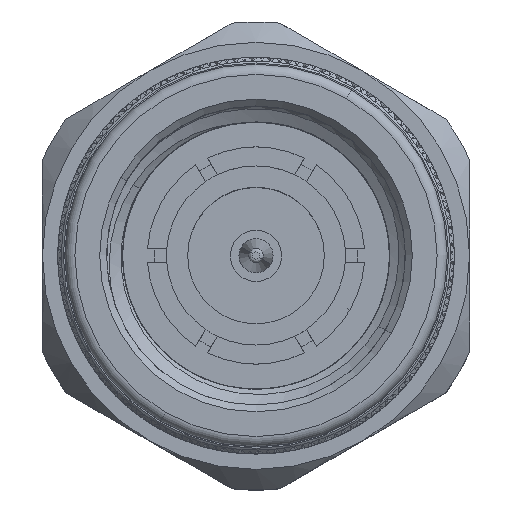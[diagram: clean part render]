
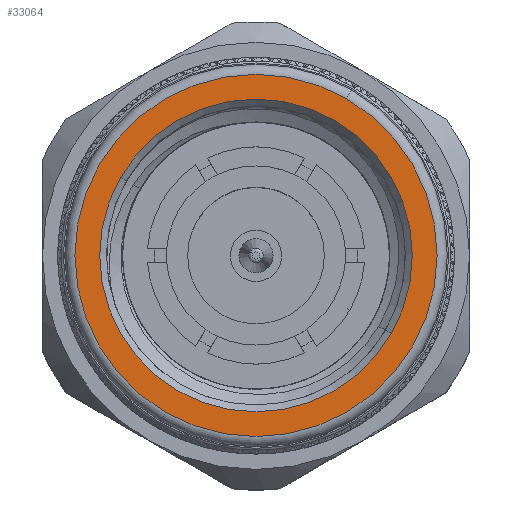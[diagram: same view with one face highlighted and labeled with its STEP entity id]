
A CAD part, top view. The second image highlights one B-rep face of the part: STEP entity #33064.
In plain terms, the highlighted face is planar.
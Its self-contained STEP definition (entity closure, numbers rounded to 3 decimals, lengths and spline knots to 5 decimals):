
#2534 = ORIENTED_EDGE ( 'NONE', *, *, #62871, .T. ) ;
#3237 = AXIS2_PLACEMENT_3D ( 'NONE', #14211, #13722, #58813 ) ;
#4507 = AXIS2_PLACEMENT_3D ( 'NONE', #8009, #69614, #30396 ) ;
#8009 = CARTESIAN_POINT ( 'NONE',  ( 0., 0., 0. ) ) ;
#8396 = EDGE_LOOP ( 'NONE', ( #2534, #31347 ) ) ;
#10857 = EDGE_CURVE ( 'NONE', #21527, #22971, #71473, .T. ) ;
#11912 = EDGE_CURVE ( 'NONE', #22971, #21527, #30823, .T. ) ;
#13722 = DIRECTION ( 'NONE',  ( 1., 0., 0. ) ) ;
#13767 = CIRCLE ( 'NONE', #65256, 0.22875 ) ;
#13967 = PLANE ( 'NONE',  #3237 ) ;
#14211 = CARTESIAN_POINT ( 'NONE',  ( 0., 0.27, 0. ) ) ;
#18329 = CARTESIAN_POINT ( 'NONE',  ( 0., 0., 0. ) ) ;
#19619 = CARTESIAN_POINT ( 'NONE',  ( 0., 0., -0.22875 ) ) ;
#21527 = VERTEX_POINT ( 'NONE', #24001 ) ;
#21574 = ORIENTED_EDGE ( 'NONE', *, *, #11912, .T. ) ;
#22971 = VERTEX_POINT ( 'NONE', #42289 ) ;
#24001 = CARTESIAN_POINT ( 'NONE',  ( 0., 0.265, 0. ) ) ;
#25695 = CARTESIAN_POINT ( 'NONE',  ( 0., 0., 0. ) ) ;
#25721 = DIRECTION ( 'NONE',  ( -1., 0., 0. ) ) ;
#30351 = DIRECTION ( 'NONE',  ( -1., 0., 0. ) ) ;
#30396 = DIRECTION ( 'NONE',  ( 0., 0., 1. ) ) ;
#30823 = CIRCLE ( 'NONE', #46458, 0.265 ) ;
#30854 = DIRECTION ( 'NONE',  ( 0., -1., 0. ) ) ;
#31084 = DIRECTION ( 'NONE',  ( 0., 0., 1. ) ) ;
#31110 = CARTESIAN_POINT ( 'NONE',  ( 0., 0., 0. ) ) ;
#31347 = ORIENTED_EDGE ( 'NONE', *, *, #42764, .T. ) ;
#33064 = ADVANCED_FACE ( 'NONE', ( #65056, #34103 ), #13967, .F. ) ;
#34103 = FACE_BOUND ( 'NONE', #8396, .T. ) ;
#35042 = VERTEX_POINT ( 'NONE', #72078 ) ;
#37163 = ORIENTED_EDGE ( 'NONE', *, *, #10857, .T. ) ;
#42289 = CARTESIAN_POINT ( 'NONE',  ( 0., -0.265, 0. ) ) ;
#42764 = EDGE_CURVE ( 'NONE', #50046, #35042, #61167, .T. ) ;
#46458 = AXIS2_PLACEMENT_3D ( 'NONE', #31110, #25721, #30854 ) ;
#50046 = VERTEX_POINT ( 'NONE', #19619 ) ;
#50703 = AXIS2_PLACEMENT_3D ( 'NONE', #18329, #30351, #69822 ) ;
#57902 = EDGE_LOOP ( 'NONE', ( #21574, #37163 ) ) ;
#58813 = DIRECTION ( 'NONE',  ( 0., 1., 0. ) ) ;
#61167 = CIRCLE ( 'NONE', #4507, 0.22875 ) ;
#62871 = EDGE_CURVE ( 'NONE', #35042, #50046, #13767, .T. ) ;
#65056 = FACE_OUTER_BOUND ( 'NONE', #57902, .T. ) ;
#65256 = AXIS2_PLACEMENT_3D ( 'NONE', #25695, #70056, #31084 ) ;
#69614 = DIRECTION ( 'NONE',  ( 1., 0., 0. ) ) ;
#69822 = DIRECTION ( 'NONE',  ( 0., -1., 0. ) ) ;
#70056 = DIRECTION ( 'NONE',  ( 1., 0., 0. ) ) ;
#71473 = CIRCLE ( 'NONE', #50703, 0.265 ) ;
#72078 = CARTESIAN_POINT ( 'NONE',  ( 0., 0., 0.22875 ) ) ;
